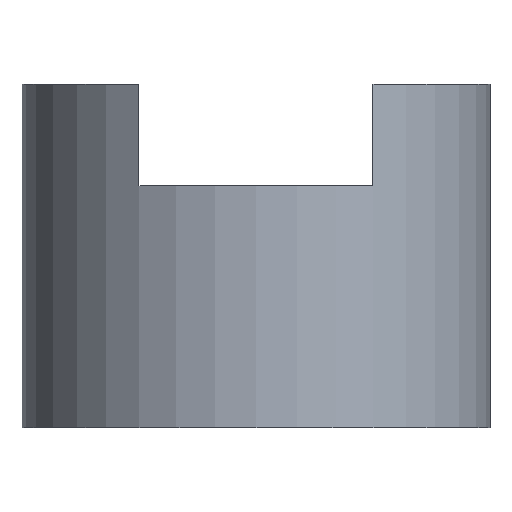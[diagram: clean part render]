
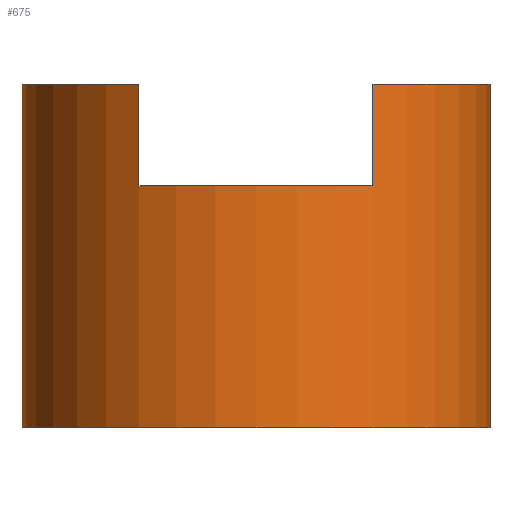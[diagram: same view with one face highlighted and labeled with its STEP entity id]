
A CAD part, front view. The second image highlights one B-rep face of the part: STEP entity #675.
In plain terms, the highlighted cylindrical face has radius 7.5 mm (diameter 15 mm), a partial arc.
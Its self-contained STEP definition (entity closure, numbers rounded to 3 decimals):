
#6 = EDGE_CURVE ( 'NONE', #928, #739, #213, .T. ) ;
#29 = CARTESIAN_POINT ( 'NONE',  ( 0., 0., -5.5 ) ) ;
#37 = CARTESIAN_POINT ( 'NONE',  ( 3.75, -6.495, 5.5 ) ) ;
#40 = VERTEX_POINT ( 'NONE', #1019 ) ;
#43 = VECTOR ( 'NONE', #1042, 1000. ) ;
#55 = ORIENTED_EDGE ( 'NONE', *, *, #607, .F. ) ;
#60 = CIRCLE ( 'NONE', #367, 7.5 ) ;
#109 = EDGE_CURVE ( 'NONE', #113, #174, #470, .T. ) ;
#111 = CARTESIAN_POINT ( 'NONE',  ( 0., 0., 5.5 ) ) ;
#113 = VERTEX_POINT ( 'NONE', #514 ) ;
#135 = CARTESIAN_POINT ( 'NONE',  ( 0., 0., 2.25 ) ) ;
#159 = EDGE_CURVE ( 'NONE', #928, #40, #221, .T. ) ;
#174 = VERTEX_POINT ( 'NONE', #474 ) ;
#184 = LINE ( 'NONE', #37, #218 ) ;
#207 = ORIENTED_EDGE ( 'NONE', *, *, #475, .T. ) ;
#213 = LINE ( 'NONE', #395, #43 ) ;
#218 = VECTOR ( 'NONE', #429, 1000. ) ;
#221 = CIRCLE ( 'NONE', #971, 7.5 ) ;
#250 = VERTEX_POINT ( 'NONE', #418 ) ;
#264 = DIRECTION ( 'NONE',  ( 0., 0., 1. ) ) ;
#269 = CARTESIAN_POINT ( 'NONE',  ( 0., 0., 5.5 ) ) ;
#275 = CARTESIAN_POINT ( 'NONE',  ( 0., 0., 5.5 ) ) ;
#291 = DIRECTION ( 'NONE',  ( 0., 0., 1. ) ) ;
#317 = ORIENTED_EDGE ( 'NONE', *, *, #585, .F. ) ;
#336 = CARTESIAN_POINT ( 'NONE',  ( 7.5, 0., 5.5 ) ) ;
#338 = DIRECTION ( 'NONE',  ( 0., 0., 1. ) ) ;
#356 = ORIENTED_EDGE ( 'NONE', *, *, #109, .T. ) ;
#367 = AXIS2_PLACEMENT_3D ( 'NONE', #275, #765, #550 ) ;
#395 = CARTESIAN_POINT ( 'NONE',  ( -3.75, -6.495, 5.5 ) ) ;
#418 = CARTESIAN_POINT ( 'NONE',  ( 3.75, -6.495, 5.5 ) ) ;
#421 = AXIS2_PLACEMENT_3D ( 'NONE', #29, #338, #596 ) ;
#429 = DIRECTION ( 'NONE',  ( 0., 0., -1. ) ) ;
#433 = ORIENTED_EDGE ( 'NONE', *, *, #159, .F. ) ;
#439 = DIRECTION ( 'NONE',  ( 1., 0., 0. ) ) ;
#449 = CYLINDRICAL_SURFACE ( 'NONE', #1000, 7.5 ) ;
#470 = CIRCLE ( 'NONE', #421, 7.5 ) ;
#474 = CARTESIAN_POINT ( 'NONE',  ( 7.5, 0., -5.5 ) ) ;
#475 = EDGE_CURVE ( 'NONE', #174, #964, #518, .T. ) ;
#485 = VERTEX_POINT ( 'NONE', #917 ) ;
#514 = CARTESIAN_POINT ( 'NONE',  ( -7.5, 0., -5.5 ) ) ;
#518 = LINE ( 'NONE', #336, #551 ) ;
#531 = CARTESIAN_POINT ( 'NONE',  ( 7.5, 0., 5.5 ) ) ;
#540 = DIRECTION ( 'NONE',  ( 0., 0., 1. ) ) ;
#550 = DIRECTION ( 'NONE',  ( 1., 0., 0. ) ) ;
#551 = VECTOR ( 'NONE', #264, 1000. ) ;
#585 = EDGE_CURVE ( 'NONE', #113, #485, #697, .T. ) ;
#596 = DIRECTION ( 'NONE',  ( 1., 0., 0. ) ) ;
#607 = EDGE_CURVE ( 'NONE', #485, #739, #60, .T. ) ;
#612 = DIRECTION ( 'NONE',  ( 1., 0., 0. ) ) ;
#657 = ORIENTED_EDGE ( 'NONE', *, *, #674, .F. ) ;
#662 = ORIENTED_EDGE ( 'NONE', *, *, #999, .T. ) ;
#671 = CARTESIAN_POINT ( 'NONE',  ( -3.75, -6.495, 2.25 ) ) ;
#674 = EDGE_CURVE ( 'NONE', #250, #964, #777, .T. ) ;
#675 = ADVANCED_FACE ( 'NONE', ( #760 ), #449, .T. ) ;
#692 = CARTESIAN_POINT ( 'NONE',  ( -7.5, 0., 5.5 ) ) ;
#697 = LINE ( 'NONE', #692, #869 ) ;
#714 = DIRECTION ( 'NONE',  ( 0., 0., 1. ) ) ;
#728 = EDGE_LOOP ( 'NONE', ( #317, #356, #207, #657, #662, #433, #983, #55 ) ) ;
#739 = VERTEX_POINT ( 'NONE', #887 ) ;
#760 = FACE_OUTER_BOUND ( 'NONE', #728, .T. ) ;
#765 = DIRECTION ( 'NONE',  ( 0., 0., 1. ) ) ;
#771 = DIRECTION ( 'NONE',  ( 0., 0., 1. ) ) ;
#777 = CIRCLE ( 'NONE', #921, 7.5 ) ;
#869 = VECTOR ( 'NONE', #291, 1000. ) ;
#887 = CARTESIAN_POINT ( 'NONE',  ( -3.75, -6.495, 5.5 ) ) ;
#917 = CARTESIAN_POINT ( 'NONE',  ( -7.5, 0., 5.5 ) ) ;
#921 = AXIS2_PLACEMENT_3D ( 'NONE', #111, #540, #439 ) ;
#928 = VERTEX_POINT ( 'NONE', #671 ) ;
#964 = VERTEX_POINT ( 'NONE', #531 ) ;
#971 = AXIS2_PLACEMENT_3D ( 'NONE', #135, #714, #1044 ) ;
#983 = ORIENTED_EDGE ( 'NONE', *, *, #6, .T. ) ;
#999 = EDGE_CURVE ( 'NONE', #250, #40, #184, .T. ) ;
#1000 = AXIS2_PLACEMENT_3D ( 'NONE', #269, #771, #612 ) ;
#1019 = CARTESIAN_POINT ( 'NONE',  ( 3.75, -6.495, 2.25 ) ) ;
#1042 = DIRECTION ( 'NONE',  ( 0., 0., 1. ) ) ;
#1044 = DIRECTION ( 'NONE',  ( 1., 0., 0. ) ) ;
